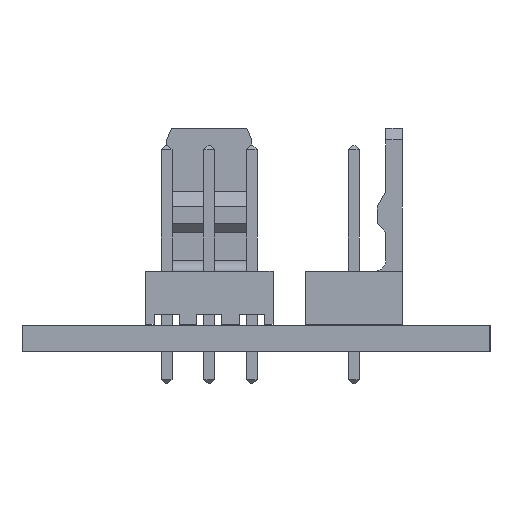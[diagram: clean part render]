
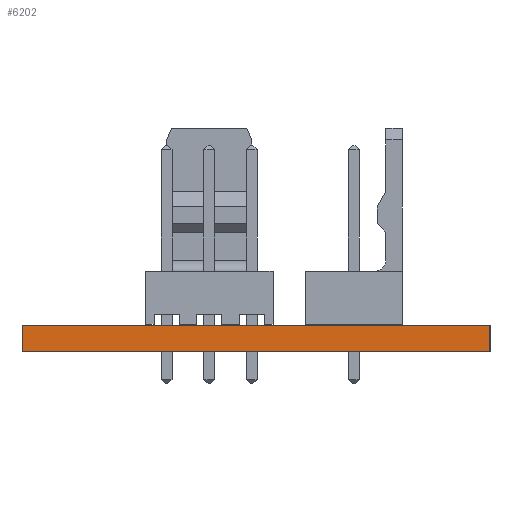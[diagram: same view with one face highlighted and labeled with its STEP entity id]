
A CAD part, left-side view. The second image highlights one B-rep face of the part: STEP entity #6202.
In plain terms, the highlighted planar face has unit normal (-1, 0, 0).
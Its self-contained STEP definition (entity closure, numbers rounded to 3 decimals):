
#6086 = EDGE_CURVE('',#6087,#6089,#6091,.T.);
#6087 = VERTEX_POINT('',#6088);
#6088 = CARTESIAN_POINT('',(127.,-66.04,0.));
#6089 = VERTEX_POINT('',#6090);
#6090 = CARTESIAN_POINT('',(127.,-66.04,1.6));
#6091 = SURFACE_CURVE('',#6092,(#6096,#6108),.PCURVE_S1.);
#6092 = LINE('',#6093,#6094);
#6093 = CARTESIAN_POINT('',(127.,-66.04,0.));
#6094 = VECTOR('',#6095,1.);
#6095 = DIRECTION('',(0.,0.,1.));
#6096 = PCURVE('',#6097,#6102);
#6097 = PLANE('',#6098);
#6098 = AXIS2_PLACEMENT_3D('',#6099,#6100,#6101);
#6099 = CARTESIAN_POINT('',(127.,-66.04,0.));
#6100 = DIRECTION('',(0.,1.,0.));
#6101 = DIRECTION('',(1.,0.,0.));
#6102 = DEFINITIONAL_REPRESENTATION('',(#6103),#6107);
#6103 = LINE('',#6104,#6105);
#6104 = CARTESIAN_POINT('',(0.,0.));
#6105 = VECTOR('',#6106,1.);
#6106 = DIRECTION('',(0.,-1.));
#6107 = ( GEOMETRIC_REPRESENTATION_CONTEXT(2) 
PARAMETRIC_REPRESENTATION_CONTEXT() REPRESENTATION_CONTEXT('2D SPACE',''
  ) );
#6108 = PCURVE('',#6109,#6114);
#6109 = PLANE('',#6110);
#6110 = AXIS2_PLACEMENT_3D('',#6111,#6112,#6113);
#6111 = CARTESIAN_POINT('',(127.,-93.98,0.));
#6112 = DIRECTION('',(-1.,0.,0.));
#6113 = DIRECTION('',(0.,1.,0.));
#6114 = DEFINITIONAL_REPRESENTATION('',(#6115),#6119);
#6115 = LINE('',#6116,#6117);
#6116 = CARTESIAN_POINT('',(27.94,0.));
#6117 = VECTOR('',#6118,1.);
#6118 = DIRECTION('',(0.,-1.));
#6119 = ( GEOMETRIC_REPRESENTATION_CONTEXT(2) 
PARAMETRIC_REPRESENTATION_CONTEXT() REPRESENTATION_CONTEXT('2D SPACE',''
  ) );
#6137 = PLANE('',#6138);
#6138 = AXIS2_PLACEMENT_3D('',#6139,#6140,#6141);
#6139 = CARTESIAN_POINT('',(148.336,-80.01,1.6));
#6140 = DIRECTION('',(0.,0.,-1.));
#6141 = DIRECTION('',(-1.,0.,0.));
#6191 = PLANE('',#6192);
#6192 = AXIS2_PLACEMENT_3D('',#6193,#6194,#6195);
#6193 = CARTESIAN_POINT('',(148.336,-80.01,0.));
#6194 = DIRECTION('',(0.,0.,-1.));
#6195 = DIRECTION('',(-1.,0.,0.));
#6202 = ADVANCED_FACE('',(#6203),#6109,.T.);
#6203 = FACE_BOUND('',#6204,.T.);
#6204 = EDGE_LOOP('',(#6205,#6235,#6256,#6257));
#6205 = ORIENTED_EDGE('',*,*,#6206,.T.);
#6206 = EDGE_CURVE('',#6207,#6209,#6211,.T.);
#6207 = VERTEX_POINT('',#6208);
#6208 = CARTESIAN_POINT('',(127.,-93.98,0.));
#6209 = VERTEX_POINT('',#6210);
#6210 = CARTESIAN_POINT('',(127.,-93.98,1.6));
#6211 = SURFACE_CURVE('',#6212,(#6216,#6223),.PCURVE_S1.);
#6212 = LINE('',#6213,#6214);
#6213 = CARTESIAN_POINT('',(127.,-93.98,0.));
#6214 = VECTOR('',#6215,1.);
#6215 = DIRECTION('',(0.,0.,1.));
#6216 = PCURVE('',#6109,#6217);
#6217 = DEFINITIONAL_REPRESENTATION('',(#6218),#6222);
#6218 = LINE('',#6219,#6220);
#6219 = CARTESIAN_POINT('',(0.,0.));
#6220 = VECTOR('',#6221,1.);
#6221 = DIRECTION('',(0.,-1.));
#6222 = ( GEOMETRIC_REPRESENTATION_CONTEXT(2) 
PARAMETRIC_REPRESENTATION_CONTEXT() REPRESENTATION_CONTEXT('2D SPACE',''
  ) );
#6223 = PCURVE('',#6224,#6229);
#6224 = PLANE('',#6225);
#6225 = AXIS2_PLACEMENT_3D('',#6226,#6227,#6228);
#6226 = CARTESIAN_POINT('',(169.672,-93.98,0.));
#6227 = DIRECTION('',(0.,-1.,0.));
#6228 = DIRECTION('',(-1.,0.,0.));
#6229 = DEFINITIONAL_REPRESENTATION('',(#6230),#6234);
#6230 = LINE('',#6231,#6232);
#6231 = CARTESIAN_POINT('',(42.672,0.));
#6232 = VECTOR('',#6233,1.);
#6233 = DIRECTION('',(0.,-1.));
#6234 = ( GEOMETRIC_REPRESENTATION_CONTEXT(2) 
PARAMETRIC_REPRESENTATION_CONTEXT() REPRESENTATION_CONTEXT('2D SPACE',''
  ) );
#6235 = ORIENTED_EDGE('',*,*,#6236,.T.);
#6236 = EDGE_CURVE('',#6209,#6089,#6237,.T.);
#6237 = SURFACE_CURVE('',#6238,(#6242,#6249),.PCURVE_S1.);
#6238 = LINE('',#6239,#6240);
#6239 = CARTESIAN_POINT('',(127.,-93.98,1.6));
#6240 = VECTOR('',#6241,1.);
#6241 = DIRECTION('',(0.,1.,0.));
#6242 = PCURVE('',#6109,#6243);
#6243 = DEFINITIONAL_REPRESENTATION('',(#6244),#6248);
#6244 = LINE('',#6245,#6246);
#6245 = CARTESIAN_POINT('',(0.,-1.6));
#6246 = VECTOR('',#6247,1.);
#6247 = DIRECTION('',(1.,0.));
#6248 = ( GEOMETRIC_REPRESENTATION_CONTEXT(2) 
PARAMETRIC_REPRESENTATION_CONTEXT() REPRESENTATION_CONTEXT('2D SPACE',''
  ) );
#6249 = PCURVE('',#6137,#6250);
#6250 = DEFINITIONAL_REPRESENTATION('',(#6251),#6255);
#6251 = LINE('',#6252,#6253);
#6252 = CARTESIAN_POINT('',(21.336,-13.97));
#6253 = VECTOR('',#6254,1.);
#6254 = DIRECTION('',(0.,1.));
#6255 = ( GEOMETRIC_REPRESENTATION_CONTEXT(2) 
PARAMETRIC_REPRESENTATION_CONTEXT() REPRESENTATION_CONTEXT('2D SPACE',''
  ) );
#6256 = ORIENTED_EDGE('',*,*,#6086,.F.);
#6257 = ORIENTED_EDGE('',*,*,#6258,.F.);
#6258 = EDGE_CURVE('',#6207,#6087,#6259,.T.);
#6259 = SURFACE_CURVE('',#6260,(#6264,#6271),.PCURVE_S1.);
#6260 = LINE('',#6261,#6262);
#6261 = CARTESIAN_POINT('',(127.,-93.98,0.));
#6262 = VECTOR('',#6263,1.);
#6263 = DIRECTION('',(0.,1.,0.));
#6264 = PCURVE('',#6109,#6265);
#6265 = DEFINITIONAL_REPRESENTATION('',(#6266),#6270);
#6266 = LINE('',#6267,#6268);
#6267 = CARTESIAN_POINT('',(0.,0.));
#6268 = VECTOR('',#6269,1.);
#6269 = DIRECTION('',(1.,0.));
#6270 = ( GEOMETRIC_REPRESENTATION_CONTEXT(2) 
PARAMETRIC_REPRESENTATION_CONTEXT() REPRESENTATION_CONTEXT('2D SPACE',''
  ) );
#6271 = PCURVE('',#6191,#6272);
#6272 = DEFINITIONAL_REPRESENTATION('',(#6273),#6277);
#6273 = LINE('',#6274,#6275);
#6274 = CARTESIAN_POINT('',(21.336,-13.97));
#6275 = VECTOR('',#6276,1.);
#6276 = DIRECTION('',(0.,1.));
#6277 = ( GEOMETRIC_REPRESENTATION_CONTEXT(2) 
PARAMETRIC_REPRESENTATION_CONTEXT() REPRESENTATION_CONTEXT('2D SPACE',''
  ) );
